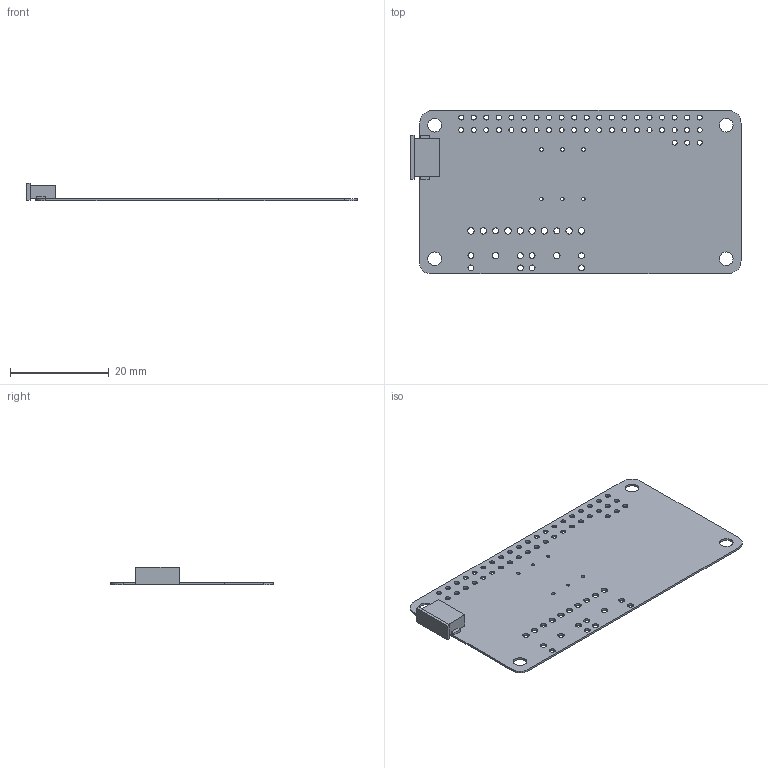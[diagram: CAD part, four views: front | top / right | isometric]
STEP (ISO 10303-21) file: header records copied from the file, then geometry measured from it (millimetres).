
FILE_DESCRIPTION(('Open CASCADE Model'),'2;1');
FILE_NAME('Open CASCADE Shape Model','2016-11-12T20:02:01',('Author'),( 'Open CASCADE'),'Open CASCADE STEP processor 6.8','Open CASCADE 6.8' ,'Unknown');
FILE_SCHEMA(('AUTOMOTIVE_DESIGN { 1 0 10303 214 1 1 1 1 }'));
Length unit declared in the file: millimetre
Products named in the file (11): PCB; Board; USB_PWR; 1168226040; Extruded; 1168226176; 1168226312; 1168226448
Assembly tree (10 placements, depth 4):
  PCB
    Board
    USB_PWR
      1168226040
        Extruded
      1168226176
        Extruded
      1168226312
        Extruded
      1168226448
        Extruded
Bounding box: 66.8 x 33 x 3.61 mm (x, y, z)
Volume: 974.3 mm3; surface area: 4531.5 mm2
Topology: 5 solids, 5 shells, 111 faces, 303 edges, 202 vertices
Faces by surface type: cylinder 77, plane 34
Full cylindrical faces by diameter (mm): 0.7 x6, 1.016 x43, 1.2 x10, 1.3 x10, 2.75 x4
Entity records: 8080 total; most frequent: DIRECTION 1299, CARTESIAN_POINT 1281, ORIENTED_EDGE 606, PCURVE 606, DEFINITIONAL_REPRESENTATION 606, LINE 601, VECTOR 601, EDGE_CURVE 303
